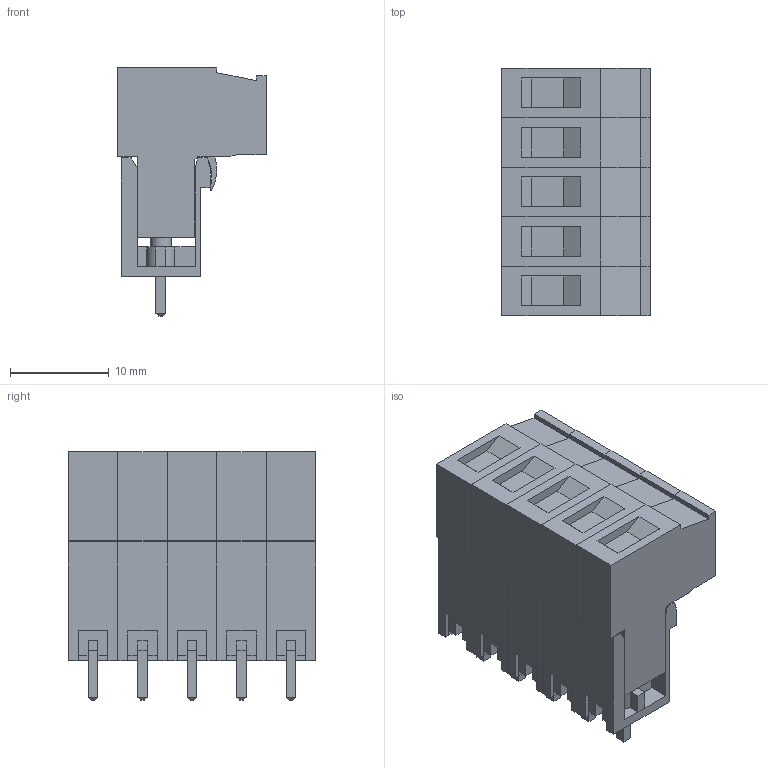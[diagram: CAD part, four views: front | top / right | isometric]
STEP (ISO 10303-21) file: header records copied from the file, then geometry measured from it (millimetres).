
FILE_DESCRIPTION(('FreeCAD Model'),'2;1');
FILE_NAME('AK_H_5.stp', '2017-10-01T11:59:23',('Author'),(''), 'Open CASCADE STEP processor 6.8','FreeCAD','Unknown');
FILE_SCHEMA(('AUTOMOTIVE_DESIGN_CC2 { 1 2 10303 214 -1 1 5 4 }'));
Length unit declared in the file: millimetre
Products named in the file (5): ASSEMBLY; Array002; Array003; Array001; Array
Assembly tree (4 placements, depth 2):
  ASSEMBLY
    Array002
    Array003
    Array001
    Array
Bounding box: 15 x 25 x 25.1 mm (x, y, z)
Volume: 5194.4 mm3; surface area: 6132.7 mm2
Topology: 19 solids, 19 shells, 554 faces, 1378 edges, 872 vertices
Faces by surface type: plane 512, cylinder 38, bspline 4
Full cylindrical faces by diameter (mm): 2.13 x5, 4 x5
Entity records: 36675 total; most frequent: CARTESIAN_POINT 8657, DIRECTION 5064, LINE 3722, VECTOR 3722, ORIENTED_EDGE 2796, PCURVE 2756, DEFINITIONAL_REPRESENTATION 2756, EDGE_CURVE 1378
